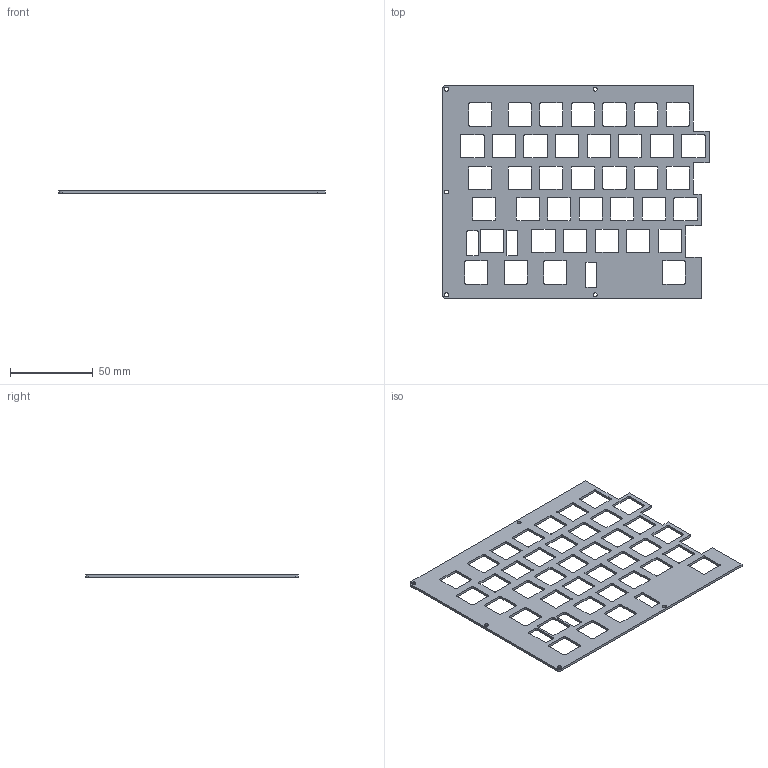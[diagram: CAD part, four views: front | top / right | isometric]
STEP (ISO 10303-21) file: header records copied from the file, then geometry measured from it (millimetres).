
FILE_DESCRIPTION(('FreeCAD Model'),'2;1');
FILE_NAME('Open CASCADE Shape Model','2025-10-30T13:31:03',(''),(''), 'Open CASCADE STEP processor 7.9','FreeCAD','Unknown');
FILE_SCHEMA(('AUTOMOTIVE_DESIGN { 1 0 10303 214 1 1 1 1 }'));
Length unit declared in the file: millimetre
Products named in the file (1): Slice.0
Bounding box: 160.78 x 128.5 x 1.5 mm (x, y, z)
Volume: 17641.9 mm3; surface area: 27907.1 mm2
Topology: 1 solids, 1 shells, 359 faces, 1071 edges, 714 vertices
Faces by surface type: plane 184, cylinder 175
Full cylindrical faces by diameter (mm): 2.4 x5
Entity records: 12365 total; most frequent: CARTESIAN_POINT 2145, ORIENTED_EDGE 2142, DIRECTION 2141, EDGE_CURVE 1071, LINE 721, VECTOR 721, VERTEX_POINT 714, AXIS2_PLACEMENT_3D 710
